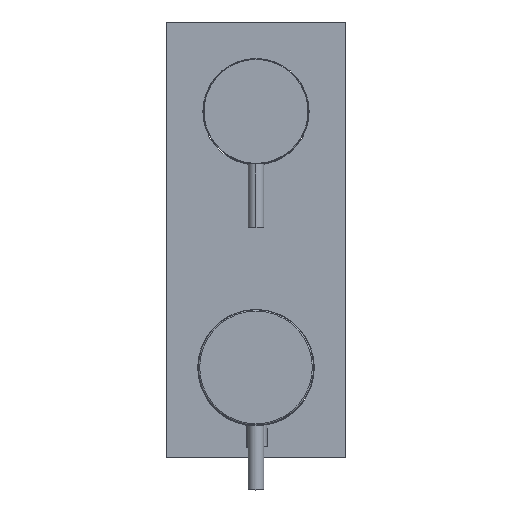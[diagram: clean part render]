
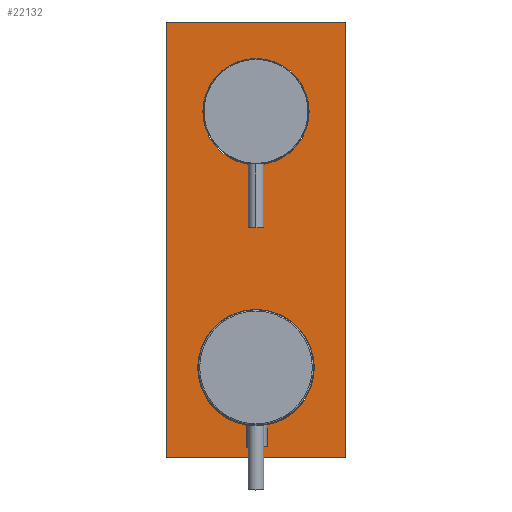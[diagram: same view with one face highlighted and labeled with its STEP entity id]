
A CAD part, top view. The second image highlights one B-rep face of the part: STEP entity #22132.
In plain terms, the highlighted planar face has unit normal (0, 0, 1).
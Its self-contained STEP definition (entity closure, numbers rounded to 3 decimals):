
#882 = AXIS2_PLACEMENT_3D ( 'NONE', #15025, #23808, #4103 ) ;
#1043 = AXIS2_PLACEMENT_3D ( 'NONE', #8861, #17652, #26448 ) ;
#1667 = PLANE ( 'NONE',  #9810 ) ;
#1719 = EDGE_CURVE ( 'NONE', #19132, #8263, #8881, .T. ) ;
#2488 = CARTESIAN_POINT ( 'NONE',  ( 0., -50., 4. ) ) ;
#2525 = DIRECTION ( 'NONE',  ( 0., 0., 1. ) ) ;
#2885 = CARTESIAN_POINT ( 'NONE',  ( -35., -85., 4. ) ) ;
#3070 = CARTESIAN_POINT ( 'NONE',  ( 35., -85., 4. ) ) ;
#3507 = CARTESIAN_POINT ( 'NONE',  ( -22.75, -50., 4. ) ) ;
#3586 = EDGE_CURVE ( 'NONE', #27281, #4916, #23936, .T. ) ;
#3887 = ORIENTED_EDGE ( 'NONE', *, *, #11893, .T. ) ;
#4103 = DIRECTION ( 'NONE',  ( 1., 0., 0. ) ) ;
#4222 = CARTESIAN_POINT ( 'NONE',  ( 35., 85., 4. ) ) ;
#4246 = ORIENTED_EDGE ( 'NONE', *, *, #26963, .F. ) ;
#4747 = CARTESIAN_POINT ( 'NONE',  ( 35., -85., 4. ) ) ;
#4916 = VERTEX_POINT ( 'NONE', #5725 ) ;
#5118 = EDGE_CURVE ( 'NONE', #10312, #19830, #22790, .T. ) ;
#5725 = CARTESIAN_POINT ( 'NONE',  ( -35., 85., 4. ) ) ;
#6775 = ORIENTED_EDGE ( 'NONE', *, *, #3586, .T. ) ;
#7492 = CARTESIAN_POINT ( 'NONE',  ( -20.75, 50., 4. ) ) ;
#7783 = CARTESIAN_POINT ( 'NONE',  ( 20.75, 50., 4. ) ) ;
#7954 = AXIS2_PLACEMENT_3D ( 'NONE', #2488, #11271, #20063 ) ;
#8263 = VERTEX_POINT ( 'NONE', #3507 ) ;
#8852 = AXIS2_PLACEMENT_3D ( 'NONE', #22247, #2525, #11303 ) ;
#8861 = CARTESIAN_POINT ( 'NONE',  ( 0., 50., 4. ) ) ;
#8881 = CIRCLE ( 'NONE', #8852, 22.75 ) ;
#9078 = CARTESIAN_POINT ( 'NONE',  ( 35., -85., 4. ) ) ;
#9810 = AXIS2_PLACEMENT_3D ( 'NONE', #10445, #19211, #28015 ) ;
#10312 = VERTEX_POINT ( 'NONE', #13207 ) ;
#10445 = CARTESIAN_POINT ( 'NONE',  ( 0., 0., 4. ) ) ;
#11200 = CIRCLE ( 'NONE', #1043, 20.75 ) ;
#11271 = DIRECTION ( 'NONE',  ( 0., 0., 1. ) ) ;
#11303 = DIRECTION ( 'NONE',  ( 1., 0., 0. ) ) ;
#11680 = DIRECTION ( 'NONE',  ( 0., -1., 0. ) ) ;
#11829 = ORIENTED_EDGE ( 'NONE', *, *, #1719, .F. ) ;
#11845 = DIRECTION ( 'NONE',  ( 1., 0., 0. ) ) ;
#11893 = EDGE_CURVE ( 'NONE', #4916, #10312, #22608, .T. ) ;
#12605 = FACE_OUTER_BOUND ( 'NONE', #28034, .T. ) ;
#12640 = ORIENTED_EDGE ( 'NONE', *, *, #22506, .T. ) ;
#13001 = DIRECTION ( 'NONE',  ( -1., 0., 0. ) ) ;
#13032 = ORIENTED_EDGE ( 'NONE', *, *, #5118, .T. ) ;
#13207 = CARTESIAN_POINT ( 'NONE',  ( -35., -85., 4. ) ) ;
#13273 = CIRCLE ( 'NONE', #882, 20.75 ) ;
#13525 = DIRECTION ( 'NONE',  ( 0., 1., 0. ) ) ;
#14230 = EDGE_CURVE ( 'NONE', #16400, #16477, #13273, .T. ) ;
#14624 = ORIENTED_EDGE ( 'NONE', *, *, #14230, .F. ) ;
#14682 = VECTOR ( 'NONE', #13001, 1000. ) ;
#15025 = CARTESIAN_POINT ( 'NONE',  ( 0., 50., 4. ) ) ;
#15631 = CARTESIAN_POINT ( 'NONE',  ( 22.75, -50., 4. ) ) ;
#16400 = VERTEX_POINT ( 'NONE', #7492 ) ;
#16477 = VERTEX_POINT ( 'NONE', #7783 ) ;
#17652 = DIRECTION ( 'NONE',  ( 0., 0., 1. ) ) ;
#17926 = ORIENTED_EDGE ( 'NONE', *, *, #24778, .F. ) ;
#18661 = VECTOR ( 'NONE', #11680, 1000. ) ;
#19132 = VERTEX_POINT ( 'NONE', #15631 ) ;
#19211 = DIRECTION ( 'NONE',  ( 0., 0., 1. ) ) ;
#19600 = CARTESIAN_POINT ( 'NONE',  ( 35., 85., 4. ) ) ;
#19829 = EDGE_LOOP ( 'NONE', ( #14624, #4246 ) ) ;
#19830 = VERTEX_POINT ( 'NONE', #9078 ) ;
#19952 = VECTOR ( 'NONE', #13525, 1000. ) ;
#20063 = DIRECTION ( 'NONE',  ( 1., 0., 0. ) ) ;
#20369 = CIRCLE ( 'NONE', #7954, 22.75 ) ;
#21396 = FACE_BOUND ( 'NONE', #19829, .T. ) ;
#22132 = ADVANCED_FACE ( 'NONE', ( #25704, #12605, #21396 ), #1667, .T. ) ;
#22247 = CARTESIAN_POINT ( 'NONE',  ( 0., -50., 4. ) ) ;
#22506 = EDGE_CURVE ( 'NONE', #19830, #27281, #24459, .T. ) ;
#22608 = LINE ( 'NONE', #2885, #18661 ) ;
#22790 = LINE ( 'NONE', #3070, #27948 ) ;
#23122 = EDGE_LOOP ( 'NONE', ( #17926, #11829 ) ) ;
#23808 = DIRECTION ( 'NONE',  ( 0., 0., 1. ) ) ;
#23936 = LINE ( 'NONE', #4222, #14682 ) ;
#24459 = LINE ( 'NONE', #4747, #19952 ) ;
#24778 = EDGE_CURVE ( 'NONE', #8263, #19132, #20369, .T. ) ;
#25704 = FACE_BOUND ( 'NONE', #23122, .T. ) ;
#26448 = DIRECTION ( 'NONE',  ( 1., 0., 0. ) ) ;
#26963 = EDGE_CURVE ( 'NONE', #16477, #16400, #11200, .T. ) ;
#27281 = VERTEX_POINT ( 'NONE', #19600 ) ;
#27948 = VECTOR ( 'NONE', #11845, 1000. ) ;
#28015 = DIRECTION ( 'NONE',  ( 1., 0., 0. ) ) ;
#28034 = EDGE_LOOP ( 'NONE', ( #3887, #13032, #12640, #6775 ) ) ;
